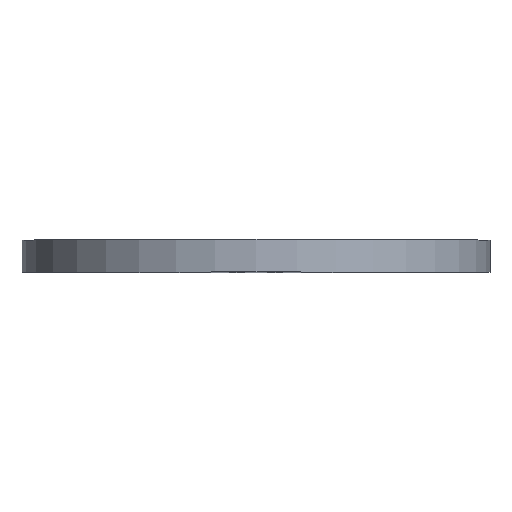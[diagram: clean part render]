
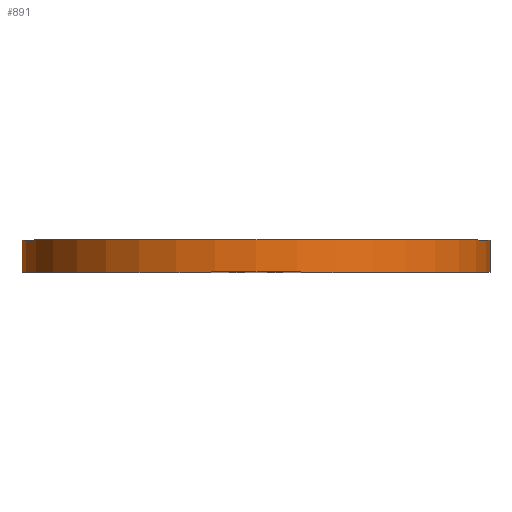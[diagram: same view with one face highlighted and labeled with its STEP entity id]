
A CAD part, top view. The second image highlights one B-rep face of the part: STEP entity #891.
In plain terms, the highlighted cylindrical face has radius 644.525 mm (diameter 1289.05 mm), a full revolution.
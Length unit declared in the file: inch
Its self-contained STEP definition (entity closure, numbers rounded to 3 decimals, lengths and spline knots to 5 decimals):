
#129=FACE_OUTER_BOUND('',#206,.T.);
#206=EDGE_LOOP('',(#770,#771,#772,#773));
#283=LINE('',#1531,#321);
#321=VECTOR('',#1296,25.375);
#395=CIRCLE('',#1026,25.375);
#396=CIRCLE('',#1028,25.375);
#471=VERTEX_POINT('',#1526);
#472=VERTEX_POINT('',#1529);
#583=EDGE_CURVE('',#471,#471,#395,.T.);
#584=EDGE_CURVE('',#472,#472,#396,.T.);
#585=EDGE_CURVE('',#472,#471,#283,.T.);
#770=ORIENTED_EDGE('',*,*,#584,.F.);
#771=ORIENTED_EDGE('',*,*,#585,.T.);
#772=ORIENTED_EDGE('',*,*,#583,.T.);
#773=ORIENTED_EDGE('',*,*,#585,.F.);
#853=CYLINDRICAL_SURFACE('',#1027,25.375);
#891=ADVANCED_FACE('',(#129),#853,.T.);
#1026=AXIS2_PLACEMENT_3D('',#1527,#1290,#1291);
#1027=AXIS2_PLACEMENT_3D('',#1528,#1292,#1293);
#1028=AXIS2_PLACEMENT_3D('',#1530,#1294,#1295);
#1290=DIRECTION('center_axis',(0.,1.,0.));
#1291=DIRECTION('ref_axis',(1.,0.,0.));
#1292=DIRECTION('center_axis',(0.,1.,0.));
#1293=DIRECTION('ref_axis',(-1.,0.,0.));
#1294=DIRECTION('center_axis',(0.,1.,0.));
#1295=DIRECTION('ref_axis',(1.,0.,0.));
#1296=DIRECTION('',(0.,-1.,0.));
#1526=CARTESIAN_POINT('',(25.375,0.,0.));
#1527=CARTESIAN_POINT('Origin',(0.,0.,0.));
#1528=CARTESIAN_POINT('Origin',(0.,1.75,0.));
#1529=CARTESIAN_POINT('',(25.375,3.5,0.));
#1530=CARTESIAN_POINT('Origin',(0.,3.5,0.));
#1531=CARTESIAN_POINT('',(25.375,1.75,0.));
